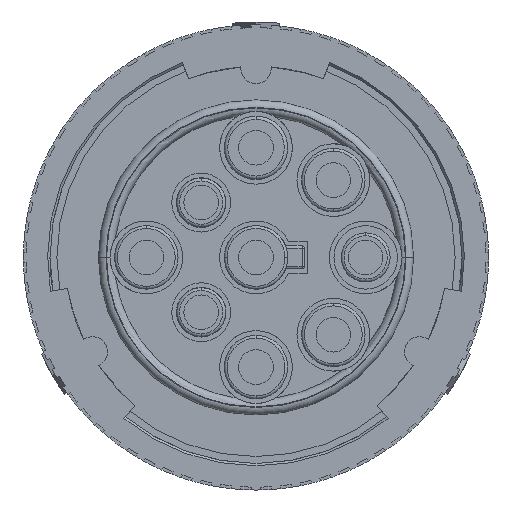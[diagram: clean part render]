
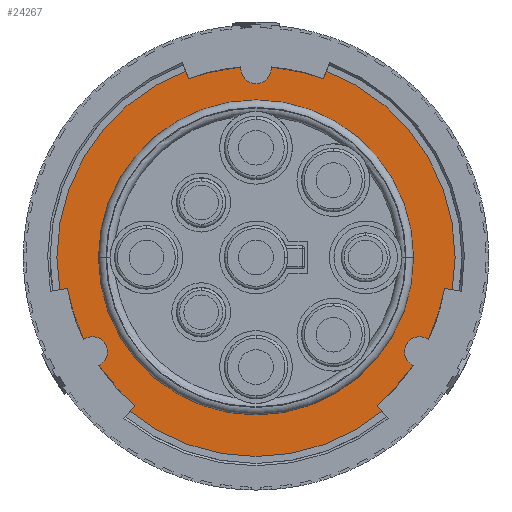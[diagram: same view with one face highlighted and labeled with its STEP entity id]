
A CAD part, left-side view. The second image highlights one B-rep face of the part: STEP entity #24267.
In plain terms, the highlighted planar face has unit normal (-1, 0, 0).
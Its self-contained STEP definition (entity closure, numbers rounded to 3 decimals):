
#2771=CARTESIAN_POINT('',(-6.8,0.,0.));
#2772=DIRECTION('',(-1.,0.,0.));
#2773=DIRECTION('',(0.,0.,-1.));
#2774=AXIS2_PLACEMENT_3D('',#2771,#2772,#2773);
#2776=CARTESIAN_POINT('',(-6.8,0.,0.));
#2777=DIRECTION('',(1.,0.,0.));
#2778=DIRECTION('',(0.,0.,-1.));
#2779=AXIS2_PLACEMENT_3D('',#2776,#2777,#2778);
#2781=CARTESIAN_POINT('',(-6.8,0.,0.));
#2782=DIRECTION('',(-1.,0.,0.));
#2783=DIRECTION('',(0.,-1.,0.));
#2784=AXIS2_PLACEMENT_3D('',#2781,#2782,#2783);
#2786=CARTESIAN_POINT('',(-6.8,0.,0.));
#2787=DIRECTION('',(-1.,0.,0.));
#2788=DIRECTION('',(0.,1.,0.));
#2789=AXIS2_PLACEMENT_3D('',#2786,#2787,#2788);
#17240=CARTESIAN_POINT('',(-6.8,0.,-17.25));
#17241=CARTESIAN_POINT('',(-6.8,0.,17.25));
#17242=VERTEX_POINT('',#17240);
#17243=VERTEX_POINT('',#17241);
#17293=CARTESIAN_POINT('',(-6.8,-13.55,0.));
#17294=CARTESIAN_POINT('',(-6.8,13.55,0.));
#17295=VERTEX_POINT('',#17293);
#17296=VERTEX_POINT('',#17294);
#24252=CARTESIAN_POINT('',(-6.8,0.,0.));
#24253=DIRECTION('',(1.,0.,0.));
#24254=DIRECTION('',(0.,0.,1.));
#24255=AXIS2_PLACEMENT_3D('',#24252,#24253,#24254);
#24256=PLANE('',#24255);
#24257=ORIENTED_EDGE('',*,*,#24246,.F.);
#24258=ORIENTED_EDGE('',*,*,#24232,.T.);
#24259=EDGE_LOOP('',(#24257,#24258));
#24260=FACE_OUTER_BOUND('',#24259,.F.);
#24262=ORIENTED_EDGE('',*,*,#24261,.T.);
#24264=ORIENTED_EDGE('',*,*,#24263,.T.);
#24265=EDGE_LOOP('',(#24262,#24264));
#24266=FACE_BOUND('',#24265,.F.);
#24267=ADVANCED_FACE('',(#24260,#24266),#24256,.F.);
#2775=CIRCLE('',#2774,17.25);
#2780=CIRCLE('',#2779,17.25);
#2785=CIRCLE('',#2784,13.55);
#2790=CIRCLE('',#2789,13.55);
#24232=EDGE_CURVE('',#17242,#17243,#2780,.T.);
#24246=EDGE_CURVE('',#17242,#17243,#2775,.T.);
#24261=EDGE_CURVE('',#17295,#17296,#2785,.T.);
#24263=EDGE_CURVE('',#17296,#17295,#2790,.T.);
